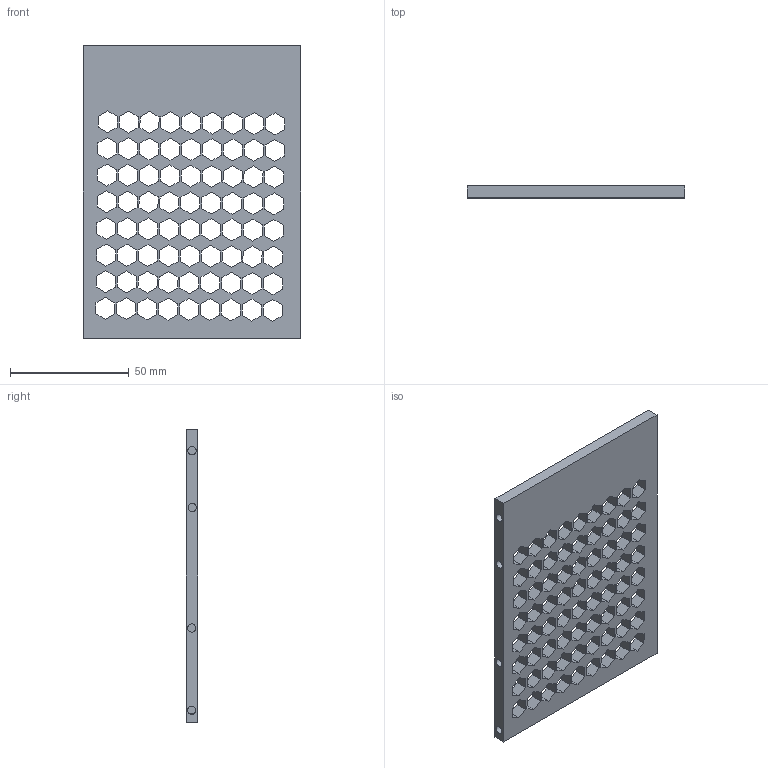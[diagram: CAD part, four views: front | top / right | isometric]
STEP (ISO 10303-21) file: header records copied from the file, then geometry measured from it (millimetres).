
FILE_DESCRIPTION(/* description */ (''),/* implementation_level */ '2;1');
FILE_NAME(/* name */ 'front-bottom-lid.step',/* time_stamp */ '2025-08-01T16:57:27+05:30',/* author */ (''),/* organization */ (''),/* preprocessor_version */ 'ST-DEVELOPER v20.1',/* originating_system */ 'Autodesk Translation Framework v14.10.0.0',/* authorisation */ '');
FILE_SCHEMA (('AUTOMOTIVE_DESIGN { 1 0 10303 214 3 1 1 }'));
Length unit declared in the file: millimetre
Products named in the file (1): 2025-08-01-16-57-27-094
Bounding box: 91.5 x 5 x 123 mm (x, y, z)
Volume: 35915.6 mm3; surface area: 27106.6 mm2
Topology: 1 solids, 1 shells, 462 faces, 1350 edges, 900 vertices
Faces by surface type: plane 450, cylinder 12
Full cylindrical faces by diameter (mm): 3.5 x12
Entity records: 15342 total; most frequent: CARTESIAN_POINT 2727, ORIENTED_EDGE 2700, DIRECTION 2299, EDGE_CURVE 1350, LINE 1323, VECTOR 1323, VERTEX_POINT 900, EDGE_LOOP 618
